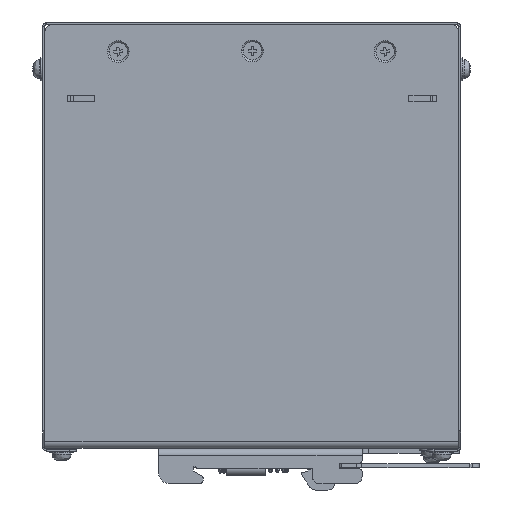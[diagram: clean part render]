
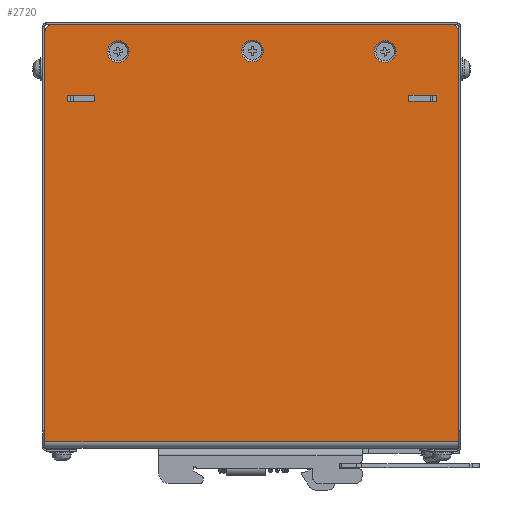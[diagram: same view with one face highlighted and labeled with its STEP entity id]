
A CAD part, left-side view. The second image highlights one B-rep face of the part: STEP entity #2720.
In plain terms, the highlighted planar face has unit normal (-1, 0, 0).
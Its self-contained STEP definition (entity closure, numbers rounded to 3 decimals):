
#383=DIRECTION('',(0.,-1.,0.));
#384=VECTOR('',#383,123.6);
#385=CARTESIAN_POINT('',(-42.5,61.8,2.));
#386=LINE('',#385,#384);
#413=DIRECTION('',(0.,0.,1.));
#414=VECTOR('',#413,1.8);
#415=CARTESIAN_POINT('',(-42.5,55.2,103.708));
#416=LINE('',#415,#414);
#420=DIRECTION('',(0.,1.,0.));
#421=VECTOR('',#420,8.2);
#422=CARTESIAN_POINT('',(-42.5,47.,103.708));
#423=LINE('',#422,#421);
#427=DIRECTION('',(0.,0.,-1.));
#428=VECTOR('',#427,1.8);
#429=CARTESIAN_POINT('',(-42.5,47.,105.508));
#430=LINE('',#429,#428);
#434=DIRECTION('',(0.,-1.,0.));
#435=VECTOR('',#434,8.2);
#436=CARTESIAN_POINT('',(-42.5,55.2,105.508));
#437=LINE('',#436,#435);
#441=DIRECTION('',(0.,0.,-1.));
#442=VECTOR('',#441,1.8);
#443=CARTESIAN_POINT('',(-42.5,-55.2,105.508));
#444=LINE('',#443,#442);
#448=DIRECTION('',(0.,-1.,0.));
#449=VECTOR('',#448,8.2);
#450=CARTESIAN_POINT('',(-42.5,-47.,105.508));
#451=LINE('',#450,#449);
#455=DIRECTION('',(0.,0.,1.));
#456=VECTOR('',#455,1.8);
#457=CARTESIAN_POINT('',(-42.5,-47.,103.708));
#458=LINE('',#457,#456);
#462=DIRECTION('',(0.,1.,0.));
#463=VECTOR('',#462,8.2);
#464=CARTESIAN_POINT('',(-42.5,-55.2,103.708));
#465=LINE('',#464,#463);
#469=CARTESIAN_POINT('',(-42.5,59.8,124.6));
#470=DIRECTION('',(-1.,0.,0.));
#471=DIRECTION('',(0.,0.,1.));
#472=AXIS2_PLACEMENT_3D('',#469,#470,#471);
#477=DIRECTION('',(0.,1.,0.));
#478=VECTOR('',#477,119.6);
#479=CARTESIAN_POINT('',(-42.5,-59.8,126.6));
#480=LINE('',#479,#478);
#484=CARTESIAN_POINT('',(-42.5,-59.8,124.6));
#485=DIRECTION('',(-1.,0.,0.));
#486=DIRECTION('',(0.,-1.,0.));
#487=AXIS2_PLACEMENT_3D('',#484,#485,#486);
#492=DIRECTION('',(0.,0.,1.));
#493=VECTOR('',#492,122.6);
#494=CARTESIAN_POINT('',(-42.5,-61.8,2.));
#495=LINE('',#494,#493);
#499=DIRECTION('',(0.,0.,-1.));
#500=VECTOR('',#499,122.6);
#501=CARTESIAN_POINT('',(-42.5,61.8,124.6));
#502=LINE('',#501,#500);
#506=CARTESIAN_POINT('',(-42.5,-39.9,118.6));
#507=DIRECTION('',(1.,0.,0.));
#508=DIRECTION('',(0.,-1.,0.));
#509=AXIS2_PLACEMENT_3D('',#506,#507,#508);
#514=CARTESIAN_POINT('',(-42.5,-39.9,118.6));
#515=DIRECTION('',(1.,0.,0.));
#516=DIRECTION('',(0.,1.,0.));
#517=AXIS2_PLACEMENT_3D('',#514,#515,#516);
#522=CARTESIAN_POINT('',(-42.5,-0.2,118.792));
#523=DIRECTION('',(1.,0.,0.));
#524=DIRECTION('',(0.,-1.,0.));
#525=AXIS2_PLACEMENT_3D('',#522,#523,#524);
#530=CARTESIAN_POINT('',(-42.5,-0.2,118.792));
#531=DIRECTION('',(1.,0.,0.));
#532=DIRECTION('',(0.,1.,0.));
#533=AXIS2_PLACEMENT_3D('',#530,#531,#532);
#538=CARTESIAN_POINT('',(-42.5,39.9,118.6));
#539=DIRECTION('',(1.,0.,0.));
#540=DIRECTION('',(0.,-1.,0.));
#541=AXIS2_PLACEMENT_3D('',#538,#539,#540);
#546=CARTESIAN_POINT('',(-42.5,39.9,118.6));
#547=DIRECTION('',(1.,0.,0.));
#548=DIRECTION('',(0.,1.,0.));
#549=AXIS2_PLACEMENT_3D('',#546,#547,#548);
#2143=CARTESIAN_POINT('',(-42.5,61.8,2.));
#2144=CARTESIAN_POINT('',(-42.5,-61.8,2.));
#2145=VERTEX_POINT('',#2143);
#2146=VERTEX_POINT('',#2144);
#2255=CARTESIAN_POINT('',(-42.5,55.2,103.708));
#2256=CARTESIAN_POINT('',(-42.5,55.2,105.508));
#2257=VERTEX_POINT('',#2255);
#2258=VERTEX_POINT('',#2256);
#2259=CARTESIAN_POINT('',(-42.5,47.,105.508));
#2260=VERTEX_POINT('',#2259);
#2261=CARTESIAN_POINT('',(-42.5,47.,103.708));
#2262=VERTEX_POINT('',#2261);
#2263=CARTESIAN_POINT('',(-42.5,-55.2,105.508));
#2264=CARTESIAN_POINT('',(-42.5,-55.2,103.708));
#2265=VERTEX_POINT('',#2263);
#2266=VERTEX_POINT('',#2264);
#2267=CARTESIAN_POINT('',(-42.5,-47.,103.708));
#2268=VERTEX_POINT('',#2267);
#2269=CARTESIAN_POINT('',(-42.5,-47.,105.508));
#2270=VERTEX_POINT('',#2269);
#2303=CARTESIAN_POINT('',(-42.5,59.8,126.6));
#2304=CARTESIAN_POINT('',(-42.5,61.8,124.6));
#2305=VERTEX_POINT('',#2303);
#2306=VERTEX_POINT('',#2304);
#2319=CARTESIAN_POINT('',(-42.5,-61.8,124.6));
#2320=CARTESIAN_POINT('',(-42.5,-59.8,126.6));
#2321=VERTEX_POINT('',#2319);
#2322=VERTEX_POINT('',#2320);
#2455=CARTESIAN_POINT('',(-42.5,-43.15,118.6));
#2456=CARTESIAN_POINT('',(-42.5,-36.65,118.6));
#2457=VERTEX_POINT('',#2455);
#2458=VERTEX_POINT('',#2456);
#2463=CARTESIAN_POINT('',(-42.5,-3.45,118.792));
#2464=CARTESIAN_POINT('',(-42.5,3.05,118.792));
#2465=VERTEX_POINT('',#2463);
#2466=VERTEX_POINT('',#2464);
#2471=CARTESIAN_POINT('',(-42.5,36.65,118.6));
#2472=CARTESIAN_POINT('',(-42.5,43.15,118.6));
#2473=VERTEX_POINT('',#2471);
#2474=VERTEX_POINT('',#2472);
#2664=CARTESIAN_POINT('',(-42.5,-61.8,0.));
#2665=DIRECTION('',(-1.,0.,0.));
#2666=DIRECTION('',(0.,-1.,0.));
#2667=AXIS2_PLACEMENT_3D('',#2664,#2665,#2666);
#2668=PLANE('',#2667);
#2670=ORIENTED_EDGE('',*,*,#2669,.F.);
#2672=ORIENTED_EDGE('',*,*,#2671,.F.);
#2674=ORIENTED_EDGE('',*,*,#2673,.F.);
#2676=ORIENTED_EDGE('',*,*,#2675,.F.);
#2677=ORIENTED_EDGE('',*,*,#2654,.F.);
#2679=ORIENTED_EDGE('',*,*,#2678,.F.);
#2680=EDGE_LOOP('',(#2670,#2672,#2674,#2676,#2677,#2679));
#2681=FACE_OUTER_BOUND('',#2680,.F.);
#2683=ORIENTED_EDGE('',*,*,#2682,.F.);
#2685=ORIENTED_EDGE('',*,*,#2684,.F.);
#2687=ORIENTED_EDGE('',*,*,#2686,.F.);
#2689=ORIENTED_EDGE('',*,*,#2688,.F.);
#2690=EDGE_LOOP('',(#2683,#2685,#2687,#2689));
#2691=FACE_BOUND('',#2690,.F.);
#2693=ORIENTED_EDGE('',*,*,#2692,.F.);
#2695=ORIENTED_EDGE('',*,*,#2694,.F.);
#2697=ORIENTED_EDGE('',*,*,#2696,.F.);
#2699=ORIENTED_EDGE('',*,*,#2698,.F.);
#2700=EDGE_LOOP('',(#2693,#2695,#2697,#2699));
#2701=FACE_BOUND('',#2700,.F.);
#2703=ORIENTED_EDGE('',*,*,#2702,.F.);
#2705=ORIENTED_EDGE('',*,*,#2704,.F.);
#2706=EDGE_LOOP('',(#2703,#2705));
#2707=FACE_BOUND('',#2706,.F.);
#2709=ORIENTED_EDGE('',*,*,#2708,.F.);
#2711=ORIENTED_EDGE('',*,*,#2710,.F.);
#2712=EDGE_LOOP('',(#2709,#2711));
#2713=FACE_BOUND('',#2712,.F.);
#2715=ORIENTED_EDGE('',*,*,#2714,.F.);
#2717=ORIENTED_EDGE('',*,*,#2716,.F.);
#2718=EDGE_LOOP('',(#2715,#2717));
#2719=FACE_BOUND('',#2718,.F.);
#473=CIRCLE('',#472,2.);
#488=CIRCLE('',#487,2.);
#510=CIRCLE('',#509,3.25);
#518=CIRCLE('',#517,3.25);
#526=CIRCLE('',#525,3.25);
#534=CIRCLE('',#533,3.25);
#542=CIRCLE('',#541,3.25);
#550=CIRCLE('',#549,3.25);
#2654=EDGE_CURVE('',#2145,#2146,#386,.T.);
#2669=EDGE_CURVE('',#2305,#2306,#473,.T.);
#2671=EDGE_CURVE('',#2322,#2305,#480,.T.);
#2673=EDGE_CURVE('',#2321,#2322,#488,.T.);
#2675=EDGE_CURVE('',#2146,#2321,#495,.T.);
#2678=EDGE_CURVE('',#2306,#2145,#502,.T.);
#2682=EDGE_CURVE('',#2265,#2266,#444,.T.);
#2684=EDGE_CURVE('',#2270,#2265,#451,.T.);
#2686=EDGE_CURVE('',#2268,#2270,#458,.T.);
#2688=EDGE_CURVE('',#2266,#2268,#465,.T.);
#2692=EDGE_CURVE('',#2257,#2258,#416,.T.);
#2694=EDGE_CURVE('',#2262,#2257,#423,.T.);
#2696=EDGE_CURVE('',#2260,#2262,#430,.T.);
#2698=EDGE_CURVE('',#2258,#2260,#437,.T.);
#2702=EDGE_CURVE('',#2457,#2458,#510,.T.);
#2704=EDGE_CURVE('',#2458,#2457,#518,.T.);
#2708=EDGE_CURVE('',#2465,#2466,#526,.T.);
#2710=EDGE_CURVE('',#2466,#2465,#534,.T.);
#2714=EDGE_CURVE('',#2473,#2474,#542,.T.);
#2716=EDGE_CURVE('',#2474,#2473,#550,.T.);
#2720=ADVANCED_FACE('',(#2681,#2691,#2701,#2707,#2713,#2719),#2668,.T.);
